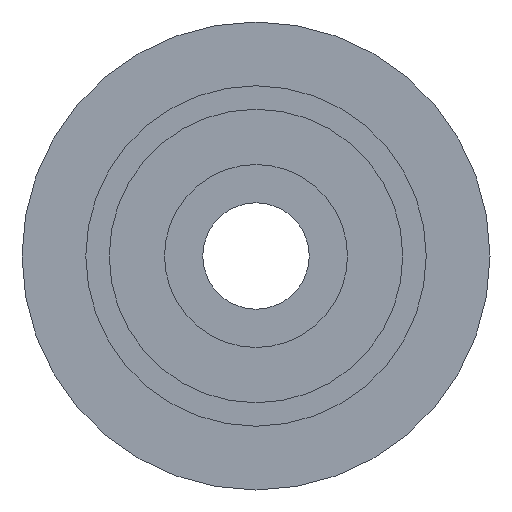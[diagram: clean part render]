
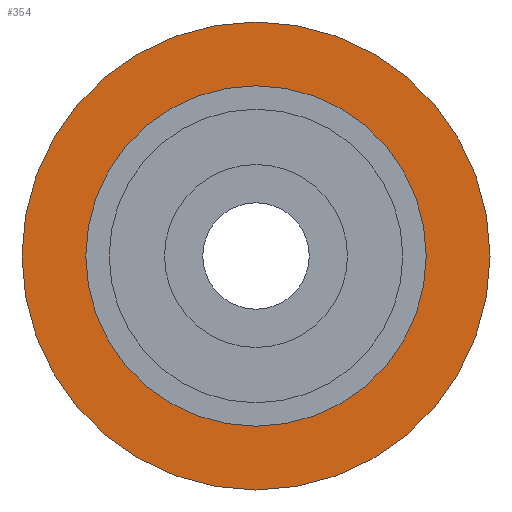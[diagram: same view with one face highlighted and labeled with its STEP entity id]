
A CAD part, left-side view. The second image highlights one B-rep face of the part: STEP entity #354.
In plain terms, the highlighted planar face has unit normal (-1, 0, 0).
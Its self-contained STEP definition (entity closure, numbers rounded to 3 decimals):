
#4 = DIRECTION ( 'NONE',  ( 0., 0., 1. ) ) ;
#7 = EDGE_CURVE ( 'NONE', #1258, #1236, #1133, .T. ) ;
#58 = PLANE ( 'NONE',  #429 ) ;
#72 = AXIS2_PLACEMENT_3D ( 'NONE', #93, #1173, #202 ) ;
#93 = CARTESIAN_POINT ( 'NONE',  ( -6.335, 0., 0. ) ) ;
#115 = CARTESIAN_POINT ( 'NONE',  ( -6.335, 0., 0. ) ) ;
#161 = CIRCLE ( 'NONE', #72, 11. ) ;
#174 = CARTESIAN_POINT ( 'NONE',  ( -6.335, 0., 11. ) ) ;
#202 = DIRECTION ( 'NONE',  ( 0., 0., 1. ) ) ;
#251 = CARTESIAN_POINT ( 'NONE',  ( -6.335, 0., 0. ) ) ;
#276 = FACE_OUTER_BOUND ( 'NONE', #641, .T. ) ;
#354 = ADVANCED_FACE ( 'NONE', ( #750, #276 ), #58, .F. ) ;
#365 = CARTESIAN_POINT ( 'NONE',  ( -6.335, 0., 8. ) ) ;
#374 = VERTEX_POINT ( 'NONE', #365 ) ;
#389 = EDGE_CURVE ( 'NONE', #374, #1141, #1232, .T. ) ;
#418 = CIRCLE ( 'NONE', #871, 8. ) ;
#429 = AXIS2_PLACEMENT_3D ( 'NONE', #1324, #1317, #1233 ) ;
#452 = ORIENTED_EDGE ( 'NONE', *, *, #389, .F. ) ;
#454 = ORIENTED_EDGE ( 'NONE', *, *, #7, .T. ) ;
#507 = ORIENTED_EDGE ( 'NONE', *, *, #663, .T. ) ;
#548 = DIRECTION ( 'NONE',  ( 0., 0., 1. ) ) ;
#557 = DIRECTION ( 'NONE',  ( -1., 0., 0. ) ) ;
#632 = CARTESIAN_POINT ( 'NONE',  ( -6.335, 0., -11. ) ) ;
#641 = EDGE_LOOP ( 'NONE', ( #507, #454 ) ) ;
#646 = CARTESIAN_POINT ( 'NONE',  ( -6.335, 0., 0. ) ) ;
#663 = EDGE_CURVE ( 'NONE', #1236, #1258, #161, .T. ) ;
#698 = DIRECTION ( 'NONE',  ( 0., 0., 1. ) ) ;
#750 = FACE_BOUND ( 'NONE', #1042, .T. ) ;
#871 = AXIS2_PLACEMENT_3D ( 'NONE', #646, #1171, #4 ) ;
#1005 = CARTESIAN_POINT ( 'NONE',  ( -6.335, 0., -8. ) ) ;
#1029 = AXIS2_PLACEMENT_3D ( 'NONE', #115, #557, #548 ) ;
#1042 = EDGE_LOOP ( 'NONE', ( #452, #1049 ) ) ;
#1049 = ORIENTED_EDGE ( 'NONE', *, *, #1349, .F. ) ;
#1105 = DIRECTION ( 'NONE',  ( -1., 0., 0. ) ) ;
#1133 = CIRCLE ( 'NONE', #1029, 11. ) ;
#1141 = VERTEX_POINT ( 'NONE', #1005 ) ;
#1171 = DIRECTION ( 'NONE',  ( -1., 0., 0. ) ) ;
#1173 = DIRECTION ( 'NONE',  ( -1., 0., 0. ) ) ;
#1232 = CIRCLE ( 'NONE', #1287, 8. ) ;
#1233 = DIRECTION ( 'NONE',  ( 0., 0., -1. ) ) ;
#1236 = VERTEX_POINT ( 'NONE', #174 ) ;
#1258 = VERTEX_POINT ( 'NONE', #632 ) ;
#1287 = AXIS2_PLACEMENT_3D ( 'NONE', #251, #1105, #698 ) ;
#1317 = DIRECTION ( 'NONE',  ( 1., 0., 0. ) ) ;
#1324 = CARTESIAN_POINT ( 'NONE',  ( -6.335, 11., 0. ) ) ;
#1349 = EDGE_CURVE ( 'NONE', #1141, #374, #418, .T. ) ;
